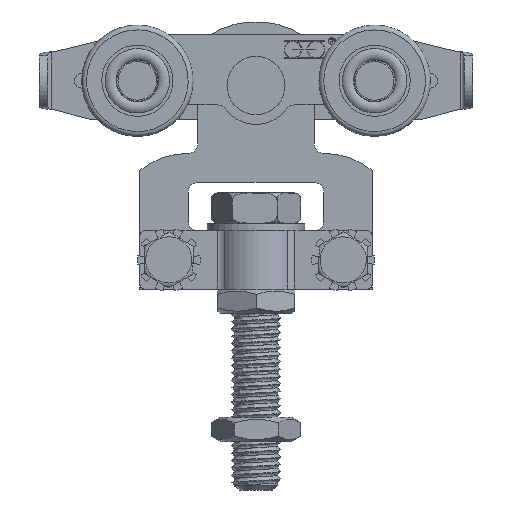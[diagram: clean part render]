
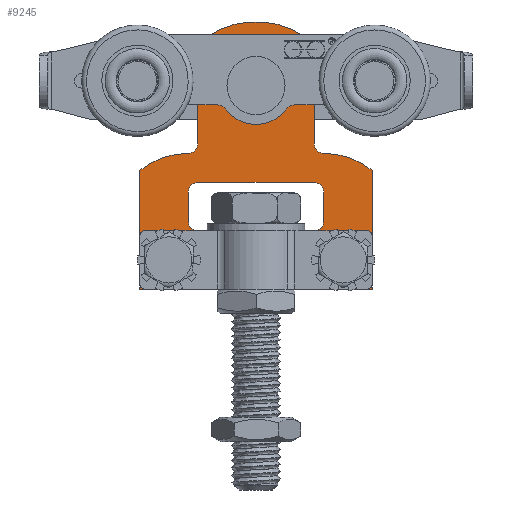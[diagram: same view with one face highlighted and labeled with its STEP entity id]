
A CAD part, front view. The second image highlights one B-rep face of the part: STEP entity #9245.
In plain terms, the highlighted face is planar.
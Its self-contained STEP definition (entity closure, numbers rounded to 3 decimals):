
#692=FACE_BOUND('',#1691,.T.);
#693=FACE_BOUND('',#1692,.T.);
#694=FACE_BOUND('',#1693,.T.);
#1107=FACE_OUTER_BOUND('',#1690,.T.);
#1690=EDGE_LOOP('',(#7789,#7790,#7791,#7792,#7793,#7794,#7795,#7796,#7797,
#7798,#7799,#7800,#7801,#7802,#7803,#7804,#7805,#7806,#7807,#7808,#7809,
#7810));
#1691=EDGE_LOOP('',(#7811));
#1692=EDGE_LOOP('',(#7812));
#1693=EDGE_LOOP('',(#7813));
#2538=LINE('',#17968,#3291);
#2540=LINE('',#17977,#3293);
#2543=LINE('',#17982,#3296);
#2544=LINE('',#17986,#3297);
#2549=LINE('',#18005,#3302);
#2550=LINE('',#18009,#3303);
#2551=LINE('',#18013,#3304);
#2552=LINE('',#18017,#3305);
#2553=LINE('',#18020,#3306);
#2554=LINE('',#18021,#3307);
#2555=LINE('',#18025,#3308);
#2556=LINE('',#18029,#3309);
#2557=LINE('',#18031,#3310);
#3291=VECTOR('',#11925,12.);
#3293=VECTOR('',#11935,16.717);
#3296=VECTOR('',#11938,16.717);
#3297=VECTOR('',#11943,12.);
#3302=VECTOR('',#11964,4.717);
#3303=VECTOR('',#11967,6.);
#3304=VECTOR('',#11970,24.);
#3305=VECTOR('',#11973,6.);
#3306=VECTOR('',#11976,4.717);
#3307=VECTOR('',#11977,24.49);
#3308=VECTOR('',#11980,20.608);
#3309=VECTOR('',#11983,20.608);
#3310=VECTOR('',#11986,24.49);
#3659=CIRCLE('',#9958,16.);
#3660=CIRCLE('',#9960,16.);
#3661=CIRCLE('',#9962,5.1);
#3662=CIRCLE('',#9964,2.);
#3663=CIRCLE('',#9965,2.);
#3664=CIRCLE('',#9966,2.);
#3665=CIRCLE('',#9967,2.);
#3666=CIRCLE('',#9968,2.);
#3667=CIRCLE('',#9969,18.);
#3668=CIRCLE('',#9970,2.);
#3669=CIRCLE('',#9971,2.5);
#3670=CIRCLE('',#9972,2.5);
#4422=VERTEX_POINT('',#17961);
#4425=VERTEX_POINT('',#17966);
#4428=VERTEX_POINT('',#17976);
#4429=VERTEX_POINT('',#17979);
#4430=VERTEX_POINT('',#17981);
#4431=VERTEX_POINT('',#17985);
#4432=VERTEX_POINT('',#17989);
#4433=VERTEX_POINT('',#17990);
#4434=VERTEX_POINT('',#17995);
#4435=VERTEX_POINT('',#17996);
#4436=VERTEX_POINT('',#18001);
#4437=VERTEX_POINT('',#18004);
#4438=VERTEX_POINT('',#18006);
#4439=VERTEX_POINT('',#18008);
#4440=VERTEX_POINT('',#18010);
#4441=VERTEX_POINT('',#18012);
#4442=VERTEX_POINT('',#18014);
#4443=VERTEX_POINT('',#18016);
#4444=VERTEX_POINT('',#18018);
#4445=VERTEX_POINT('',#18022);
#4446=VERTEX_POINT('',#18024);
#4447=VERTEX_POINT('',#18026);
#4448=VERTEX_POINT('',#18028);
#4449=VERTEX_POINT('',#18032);
#4450=VERTEX_POINT('',#18034);
#5606=EDGE_CURVE('',#4425,#4422,#2538,.T.);
#5610=EDGE_CURVE('',#4428,#4422,#2540,.T.);
#5613=EDGE_CURVE('',#4430,#4429,#2543,.T.);
#5615=EDGE_CURVE('',#4430,#4431,#2544,.T.);
#5617=EDGE_CURVE('',#4432,#4433,#3659,.T.);
#5620=EDGE_CURVE('',#4434,#4435,#3660,.T.);
#5623=EDGE_CURVE('',#4436,#4436,#3661,.T.);
#5624=EDGE_CURVE('',#4425,#4437,#2549,.T.);
#5625=EDGE_CURVE('',#4437,#4438,#3662,.T.);
#5626=EDGE_CURVE('',#4438,#4439,#2550,.T.);
#5627=EDGE_CURVE('',#4439,#4440,#3663,.T.);
#5628=EDGE_CURVE('',#4440,#4441,#2551,.T.);
#5629=EDGE_CURVE('',#4441,#4442,#3664,.T.);
#5630=EDGE_CURVE('',#4442,#4443,#2552,.T.);
#5631=EDGE_CURVE('',#4443,#4444,#3665,.T.);
#5632=EDGE_CURVE('',#4444,#4431,#2553,.T.);
#5633=EDGE_CURVE('',#4429,#4434,#2554,.T.);
#5634=EDGE_CURVE('',#4435,#4445,#3666,.T.);
#5635=EDGE_CURVE('',#4445,#4446,#2555,.T.);
#5636=EDGE_CURVE('',#4446,#4447,#3667,.T.);
#5637=EDGE_CURVE('',#4447,#4448,#2556,.T.);
#5638=EDGE_CURVE('',#4448,#4432,#3668,.T.);
#5639=EDGE_CURVE('',#4433,#4428,#2557,.T.);
#5640=EDGE_CURVE('',#4449,#4449,#3669,.T.);
#5641=EDGE_CURVE('',#4450,#4450,#3670,.T.);
#7789=ORIENTED_EDGE('',*,*,#5606,.F.);
#7790=ORIENTED_EDGE('',*,*,#5624,.T.);
#7791=ORIENTED_EDGE('',*,*,#5625,.T.);
#7792=ORIENTED_EDGE('',*,*,#5626,.T.);
#7793=ORIENTED_EDGE('',*,*,#5627,.T.);
#7794=ORIENTED_EDGE('',*,*,#5628,.T.);
#7795=ORIENTED_EDGE('',*,*,#5629,.T.);
#7796=ORIENTED_EDGE('',*,*,#5630,.T.);
#7797=ORIENTED_EDGE('',*,*,#5631,.T.);
#7798=ORIENTED_EDGE('',*,*,#5632,.T.);
#7799=ORIENTED_EDGE('',*,*,#5615,.F.);
#7800=ORIENTED_EDGE('',*,*,#5613,.T.);
#7801=ORIENTED_EDGE('',*,*,#5633,.T.);
#7802=ORIENTED_EDGE('',*,*,#5620,.T.);
#7803=ORIENTED_EDGE('',*,*,#5634,.T.);
#7804=ORIENTED_EDGE('',*,*,#5635,.T.);
#7805=ORIENTED_EDGE('',*,*,#5636,.T.);
#7806=ORIENTED_EDGE('',*,*,#5637,.T.);
#7807=ORIENTED_EDGE('',*,*,#5638,.T.);
#7808=ORIENTED_EDGE('',*,*,#5617,.T.);
#7809=ORIENTED_EDGE('',*,*,#5639,.T.);
#7810=ORIENTED_EDGE('',*,*,#5610,.T.);
#7811=ORIENTED_EDGE('',*,*,#5640,.T.);
#7812=ORIENTED_EDGE('',*,*,#5641,.T.);
#7813=ORIENTED_EDGE('',*,*,#5623,.T.);
#8793=PLANE('',#9963);
#9245=ADVANCED_FACE('',(#1107,#692,#693,#694),#8793,.F.);
#9958=AXIS2_PLACEMENT_3D('',#17991,#11948,#11949);
#9960=AXIS2_PLACEMENT_3D('',#17997,#11954,#11955);
#9962=AXIS2_PLACEMENT_3D('',#18002,#11960,#11961);
#9963=AXIS2_PLACEMENT_3D('',#18003,#11962,#11963);
#9964=AXIS2_PLACEMENT_3D('',#18007,#11965,#11966);
#9965=AXIS2_PLACEMENT_3D('',#18011,#11968,#11969);
#9966=AXIS2_PLACEMENT_3D('',#18015,#11971,#11972);
#9967=AXIS2_PLACEMENT_3D('',#18019,#11974,#11975);
#9968=AXIS2_PLACEMENT_3D('',#18023,#11978,#11979);
#9969=AXIS2_PLACEMENT_3D('',#18027,#11981,#11982);
#9970=AXIS2_PLACEMENT_3D('',#18030,#11984,#11985);
#9971=AXIS2_PLACEMENT_3D('',#18033,#11987,#11988);
#9972=AXIS2_PLACEMENT_3D('',#18035,#11989,#11990);
#11925=DIRECTION('',(0.,-1.,0.));
#11935=DIRECTION('',(-1.,0.,0.));
#11938=DIRECTION('',(-1.,0.,0.));
#11943=DIRECTION('',(0.,1.,0.));
#11948=DIRECTION('center_axis',(0.,0.,-1.));
#11949=DIRECTION('ref_axis',(-0.625,-0.781,0.));
#11954=DIRECTION('center_axis',(0.,0.,-1.));
#11955=DIRECTION('ref_axis',(0.,-1.,0.));
#11960=DIRECTION('center_axis',(0.,0.,1.));
#11961=DIRECTION('ref_axis',(-1.,0.,0.));
#11962=DIRECTION('center_axis',(0.,0.,1.));
#11963=DIRECTION('ref_axis',(1.,0.,0.));
#11964=DIRECTION('',(1.,0.,0.));
#11965=DIRECTION('center_axis',(0.,0.,1.));
#11966=DIRECTION('ref_axis',(0.,-1.,0.));
#11967=DIRECTION('',(0.,1.,0.));
#11968=DIRECTION('center_axis',(0.,0.,1.));
#11969=DIRECTION('ref_axis',(1.,0.,0.));
#11970=DIRECTION('',(-1.,0.,0.));
#11971=DIRECTION('center_axis',(0.,0.,1.));
#11972=DIRECTION('ref_axis',(0.,1.,0.));
#11973=DIRECTION('',(0.,-1.,0.));
#11974=DIRECTION('center_axis',(0.,0.,1.));
#11975=DIRECTION('ref_axis',(-1.,0.,0.));
#11976=DIRECTION('',(1.,0.,0.));
#11977=DIRECTION('',(0.,1.,0.));
#11978=DIRECTION('center_axis',(0.,0.,1.));
#11979=DIRECTION('ref_axis',(0.,-1.,0.));
#11980=DIRECTION('',(0.,1.,0.));
#11981=DIRECTION('center_axis',(0.,0.,-1.));
#11982=DIRECTION('ref_axis',(-0.667,-0.745,0.));
#11983=DIRECTION('',(0.,-1.,0.));
#11984=DIRECTION('center_axis',(0.,0.,1.));
#11985=DIRECTION('ref_axis',(-1.,0.,0.));
#11986=DIRECTION('',(0.,-1.,0.));
#11987=DIRECTION('center_axis',(0.,0.,1.));
#11988=DIRECTION('ref_axis',(1.,0.,0.));
#11989=DIRECTION('center_axis',(0.,0.,1.));
#11990=DIRECTION('ref_axis',(1.,0.,0.));
#17961=CARTESIAN_POINT('',(29.999,-6.73,0.));
#17966=CARTESIAN_POINT('',(29.999,5.27,0.));
#17968=CARTESIAN_POINT('',(29.999,-6.73,0.));
#17976=CARTESIAN_POINT('',(46.716,-6.73,0.));
#17977=CARTESIAN_POINT('',(46.716,-6.73,0.));
#17979=CARTESIAN_POINT('',(-1.284,-6.73,0.));
#17981=CARTESIAN_POINT('',(15.433,-6.73,0.));
#17982=CARTESIAN_POINT('',(46.716,-6.73,0.));
#17985=CARTESIAN_POINT('',(15.433,5.27,0.));
#17986=CARTESIAN_POINT('',(15.433,-6.73,0.));
#17989=CARTESIAN_POINT('',(36.716,21.27,0.));
#17990=CARTESIAN_POINT('',(46.716,17.76,0.));
#17991=CARTESIAN_POINT('Origin',(36.716,5.27,0.));
#17995=CARTESIAN_POINT('',(-1.284,17.76,0.));
#17996=CARTESIAN_POINT('',(8.716,21.27,0.));
#17997=CARTESIAN_POINT('Origin',(8.716,5.27,0.));
#18001=CARTESIAN_POINT('',(27.816,35.27,0.));
#18002=CARTESIAN_POINT('Origin',(22.716,35.27,0.));
#18003=CARTESIAN_POINT('Origin',(22.716,16.463,0.));
#18004=CARTESIAN_POINT('',(34.716,5.27,0.));
#18005=CARTESIAN_POINT('',(28.716,5.27,0.));
#18006=CARTESIAN_POINT('',(36.716,7.27,0.));
#18007=CARTESIAN_POINT('Origin',(34.716,7.27,0.));
#18008=CARTESIAN_POINT('',(36.716,13.27,0.));
#18009=CARTESIAN_POINT('',(36.716,14.866,0.));
#18010=CARTESIAN_POINT('',(34.716,15.27,0.));
#18011=CARTESIAN_POINT('Origin',(34.716,13.27,0.));
#18012=CARTESIAN_POINT('',(10.716,15.27,0.));
#18013=CARTESIAN_POINT('',(16.716,15.27,0.));
#18014=CARTESIAN_POINT('',(8.716,13.27,0.));
#18015=CARTESIAN_POINT('Origin',(10.716,13.27,0.));
#18016=CARTESIAN_POINT('',(8.716,7.27,0.));
#18017=CARTESIAN_POINT('',(8.716,11.866,0.));
#18018=CARTESIAN_POINT('',(10.716,5.27,0.));
#18019=CARTESIAN_POINT('Origin',(10.716,7.27,0.));
#18020=CARTESIAN_POINT('',(28.716,5.27,0.));
#18021=CARTESIAN_POINT('',(-1.284,-6.73,0.));
#18022=CARTESIAN_POINT('',(10.716,23.27,0.));
#18023=CARTESIAN_POINT('Origin',(8.716,23.27,0.));
#18024=CARTESIAN_POINT('',(10.716,43.877,0.));
#18025=CARTESIAN_POINT('',(10.716,23.27,0.));
#18026=CARTESIAN_POINT('',(34.716,43.877,0.));
#18027=CARTESIAN_POINT('Origin',(22.716,30.461,0.));
#18028=CARTESIAN_POINT('',(34.716,23.27,0.));
#18029=CARTESIAN_POINT('',(34.716,43.877,0.));
#18030=CARTESIAN_POINT('Origin',(36.716,23.27,0.));
#18031=CARTESIAN_POINT('',(46.716,21.27,0.));
#18032=CARTESIAN_POINT('',(38.216,-0.73,0.));
#18033=CARTESIAN_POINT('Origin',(40.716,-0.73,0.));
#18034=CARTESIAN_POINT('',(2.216,-0.73,0.));
#18035=CARTESIAN_POINT('Origin',(4.716,-0.73,0.));
